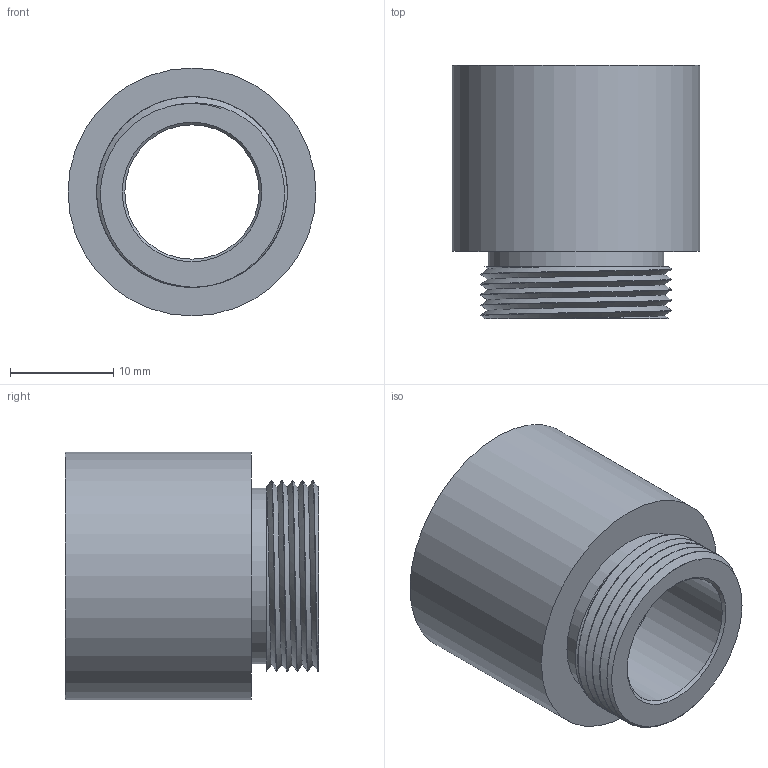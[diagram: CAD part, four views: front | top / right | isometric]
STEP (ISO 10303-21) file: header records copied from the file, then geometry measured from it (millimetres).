
FILE_DESCRIPTION (( 'STEP AP214' ), '1' );
FILE_NAME ('ZP-MC-A-11012.STEP', '2011-11-02T20:00:34', ( '.ADC' ), ( 'ADC' ), 'SwSTEP 2.0', 'SolidWorks 2011', '' );
FILE_SCHEMA (( 'AUTOMOTIVE_DESIGN' ));
Length unit declared in the file: millimetre
Products named in the file (1): ZP-MC-A-11012
Bounding box: 24 x 24.5 x 24 mm (x, y, z)
Volume: 4347.5 mm3; surface area: 4523.2 mm2
Topology: 1 solids, 1 shells, 31 faces, 77 edges, 51 vertices
Faces by surface type: cylinder 20, plane 6, bspline 4, cone 1
Full cylindrical faces by diameter (mm): 13 x1, 17 x1, 18.25 x15, 24 x1
Entity records: 3117 total; most frequent: CARTESIAN_POINT 2803, ORIENTED_EDGE 52, DIRECTION 51, EDGE_CURVE 26, EDGE_LOOP 26, AXIS2_PLACEMENT_3D 24, VERTEX_POINT 20, FACE_OUTER_BOUND 20
